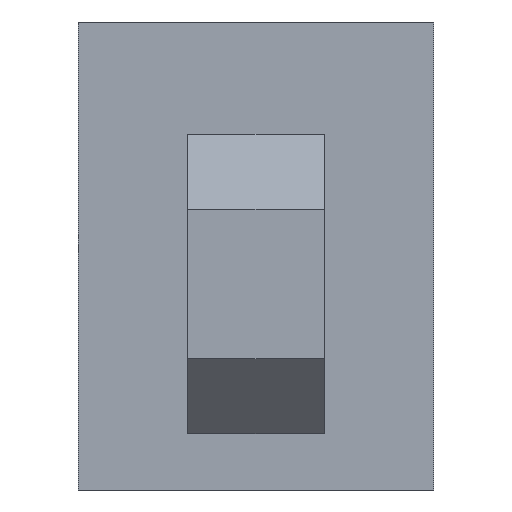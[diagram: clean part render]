
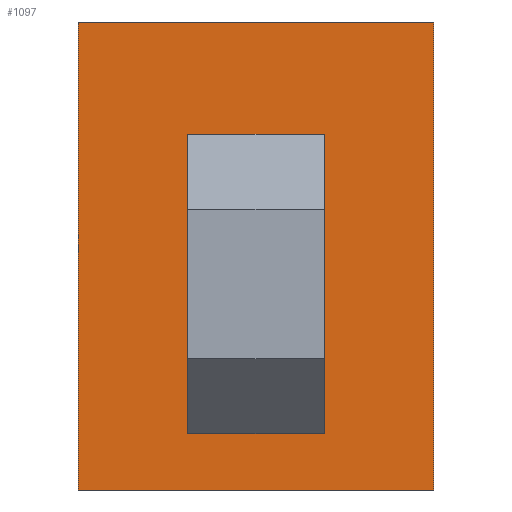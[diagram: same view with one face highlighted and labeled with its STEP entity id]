
A CAD part, front view. The second image highlights one B-rep face of the part: STEP entity #1097.
In plain terms, the highlighted planar face has unit normal (0, -1, 0).
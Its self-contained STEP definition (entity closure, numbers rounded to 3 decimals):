
#10 = DIRECTION ( 'NONE',  ( 0., 0., 1. ) ) ;
#17 = CARTESIAN_POINT ( 'NONE',  ( 3.35, 0., -13.9 ) ) ;
#41 = ORIENTED_EDGE ( 'NONE', *, *, #483, .F. ) ;
#68 = LINE ( 'NONE', #595, #1804 ) ;
#76 = CARTESIAN_POINT ( 'NONE',  ( 9.5, 0., -17.9 ) ) ;
#109 = ORIENTED_EDGE ( 'NONE', *, *, #1854, .F. ) ;
#158 = VECTOR ( 'NONE', #1265, 1000. ) ;
#189 = VERTEX_POINT ( 'NONE', #17 ) ;
#191 = ORIENTED_EDGE ( 'NONE', *, *, #1678, .T. ) ;
#338 = ORIENTED_EDGE ( 'NONE', *, *, #454, .F. ) ;
#347 = VECTOR ( 'NONE', #765, 1000. ) ;
#369 = LINE ( 'NONE', #1269, #347 ) ;
#381 = ORIENTED_EDGE ( 'NONE', *, *, #437, .F. ) ;
#399 = CARTESIAN_POINT ( 'NONE',  ( 9.5, 0., 0. ) ) ;
#437 = EDGE_CURVE ( 'NONE', #1519, #591, #1168, .T. ) ;
#454 = EDGE_CURVE ( 'NONE', #1314, #2165, #1609, .T. ) ;
#459 = VECTOR ( 'NONE', #1543, 1000. ) ;
#483 = EDGE_CURVE ( 'NONE', #591, #715, #1328, .T. ) ;
#496 = EDGE_CURVE ( 'NONE', #564, #1314, #1545, .T. ) ;
#525 = DIRECTION ( 'NONE',  ( 0., 0., 1. ) ) ;
#541 = ORIENTED_EDGE ( 'NONE', *, *, #1588, .F. ) ;
#564 = VERTEX_POINT ( 'NONE', #1215 ) ;
#567 = EDGE_CURVE ( 'NONE', #1176, #189, #1016, .T. ) ;
#568 = CARTESIAN_POINT ( 'NONE',  ( 9.5, 0., -10.1 ) ) ;
#591 = VERTEX_POINT ( 'NONE', #1061 ) ;
#595 = CARTESIAN_POINT ( 'NONE',  ( 9.5, 0., -21. ) ) ;
#599 = VECTOR ( 'NONE', #525, 1000. ) ;
#614 = VERTEX_POINT ( 'NONE', #1753 ) ;
#690 = CARTESIAN_POINT ( 'NONE',  ( -3.35, 0., 0. ) ) ;
#699 = ORIENTED_EDGE ( 'NONE', *, *, #567, .F. ) ;
#711 = DIRECTION ( 'NONE',  ( 0., -1., 0. ) ) ;
#715 = VERTEX_POINT ( 'NONE', #755 ) ;
#755 = CARTESIAN_POINT ( 'NONE',  ( -3.35, 0., -17.9 ) ) ;
#765 = DIRECTION ( 'NONE',  ( 0., 0., 1. ) ) ;
#790 = AXIS2_PLACEMENT_3D ( 'NONE', #1725, #711, #1908 ) ;
#869 = DIRECTION ( 'NONE',  ( 0., 1., 0. ) ) ;
#880 = EDGE_LOOP ( 'NONE', ( #381, #1819, #1075, #699, #109, #41 ) ) ;
#977 = CARTESIAN_POINT ( 'NONE',  ( -0.65, 0., -17.9 ) ) ;
#1016 = CIRCLE ( 'NONE', #790, 4. ) ;
#1036 = DIRECTION ( 'NONE',  ( 0., -1., 0. ) ) ;
#1042 = CARTESIAN_POINT ( 'NONE',  ( -9.5, 0., 0. ) ) ;
#1057 = FACE_OUTER_BOUND ( 'NONE', #1070, .T. ) ;
#1061 = CARTESIAN_POINT ( 'NONE',  ( -3.35, 0., -14.1 ) ) ;
#1070 = EDGE_LOOP ( 'NONE', ( #541, #338, #1892, #191 ) ) ;
#1075 = ORIENTED_EDGE ( 'NONE', *, *, #1580, .F. ) ;
#1097 = ADVANCED_FACE ( 'NONE', ( #1057, #1402 ), #1202, .F. ) ;
#1113 = DIRECTION ( 'NONE',  ( 0., 0., -1. ) ) ;
#1144 = VECTOR ( 'NONE', #1751, 1000. ) ;
#1168 = CIRCLE ( 'NONE', #2023, 4. ) ;
#1176 = VERTEX_POINT ( 'NONE', #977 ) ;
#1195 = CARTESIAN_POINT ( 'NONE',  ( 9.5, 0., 0. ) ) ;
#1202 = PLANE ( 'NONE',  #1322 ) ;
#1215 = CARTESIAN_POINT ( 'NONE',  ( -9.5, 0., -25. ) ) ;
#1239 = VECTOR ( 'NONE', #1373, 1000. ) ;
#1265 = DIRECTION ( 'NONE',  ( 1., 0., 0. ) ) ;
#1269 = CARTESIAN_POINT ( 'NONE',  ( 3.35, 0., 0. ) ) ;
#1314 = VERTEX_POINT ( 'NONE', #1695 ) ;
#1322 = AXIS2_PLACEMENT_3D ( 'NONE', #1890, #869, #2056 ) ;
#1323 = DIRECTION ( 'NONE',  ( 1., 0., 0. ) ) ;
#1328 = LINE ( 'NONE', #690, #459 ) ;
#1373 = DIRECTION ( 'NONE',  ( 1., 0., 0. ) ) ;
#1402 = FACE_BOUND ( 'NONE', #880, .T. ) ;
#1445 = VERTEX_POINT ( 'NONE', #1716 ) ;
#1449 = VECTOR ( 'NONE', #1323, 1000. ) ;
#1519 = VERTEX_POINT ( 'NONE', #2097 ) ;
#1543 = DIRECTION ( 'NONE',  ( 0., 0., -1. ) ) ;
#1545 = LINE ( 'NONE', #1042, #599 ) ;
#1580 = EDGE_CURVE ( 'NONE', #189, #614, #369, .T. ) ;
#1588 = EDGE_CURVE ( 'NONE', #2165, #1445, #68, .T. ) ;
#1609 = LINE ( 'NONE', #1195, #1239 ) ;
#1656 = LINE ( 'NONE', #1821, #1449 ) ;
#1678 = EDGE_CURVE ( 'NONE', #564, #1445, #1656, .T. ) ;
#1695 = CARTESIAN_POINT ( 'NONE',  ( -9.5, 0., 0. ) ) ;
#1716 = CARTESIAN_POINT ( 'NONE',  ( 9.5, 0., -25. ) ) ;
#1725 = CARTESIAN_POINT ( 'NONE',  ( -0.65, 0., -13.9 ) ) ;
#1751 = DIRECTION ( 'NONE',  ( -1., 0., 0. ) ) ;
#1753 = CARTESIAN_POINT ( 'NONE',  ( 3.35, 0., -10.1 ) ) ;
#1804 = VECTOR ( 'NONE', #1113, 1000. ) ;
#1819 = ORIENTED_EDGE ( 'NONE', *, *, #2109, .F. ) ;
#1821 = CARTESIAN_POINT ( 'NONE',  ( 9.5, 0., -25. ) ) ;
#1854 = EDGE_CURVE ( 'NONE', #715, #1176, #2026, .T. ) ;
#1890 = CARTESIAN_POINT ( 'NONE',  ( 9.5, 0., 0. ) ) ;
#1892 = ORIENTED_EDGE ( 'NONE', *, *, #496, .F. ) ;
#1908 = DIRECTION ( 'NONE',  ( 0., 0., 1. ) ) ;
#2023 = AXIS2_PLACEMENT_3D ( 'NONE', #2038, #1036, #10 ) ;
#2026 = LINE ( 'NONE', #76, #158 ) ;
#2038 = CARTESIAN_POINT ( 'NONE',  ( 0.65, 0., -14.1 ) ) ;
#2047 = LINE ( 'NONE', #568, #1144 ) ;
#2056 = DIRECTION ( 'NONE',  ( 0., 0., 1. ) ) ;
#2097 = CARTESIAN_POINT ( 'NONE',  ( 0.65, 0., -10.1 ) ) ;
#2109 = EDGE_CURVE ( 'NONE', #614, #1519, #2047, .T. ) ;
#2165 = VERTEX_POINT ( 'NONE', #399 ) ;
